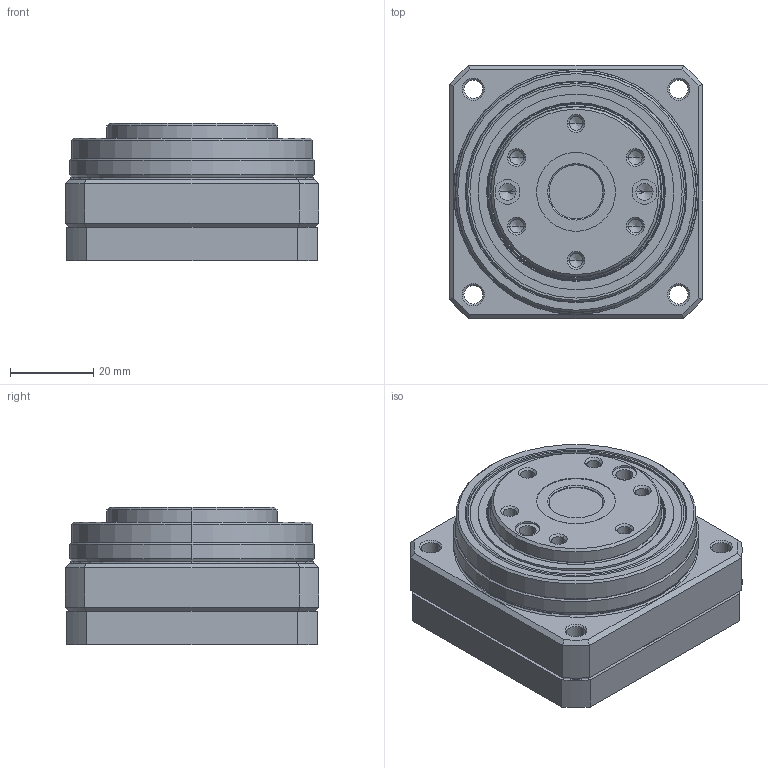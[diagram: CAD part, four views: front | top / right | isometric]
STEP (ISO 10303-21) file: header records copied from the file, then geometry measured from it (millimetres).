
FILE_DESCRIPTION (( 'STEP AP214' ), '1' );
FILE_NAME ('outside_C2A9697_CSF-11-xx-2UP-SP-C.STEP', '2018-09-27T05:05:50', ( 'Windows ユーザー' ), ( '' ), 'SwSTEP 2.0', 'SolidWorks 2015', '' );
FILE_SCHEMA (( 'AUTOMOTIVE_DESIGN' ));
Length unit declared in the file: millimetre
Products named in the file (3): outside_C2A9697_CSF-11-xx-2UP-SP-C; outside_C2A9697_CSF-11-xx-2UP-SP-C_fixed; outside_CSF-11-xx-2UP_output
Assembly tree (2 placements, depth 2):
  outside_C2A9697_CSF-11-xx-2UP-SP-C
    outside_C2A9697_CSF-11-xx-2UP-SP-C_fixed
    outside_CSF-11-xx-2UP_output
Bounding box: 61 x 61 x 33 mm (x, y, z)
Volume: 86450.6 mm3; surface area: 32878.7 mm2
Topology: 2 solids, 2 shells, 643 faces, 1551 edges, 983 vertices
Faces by surface type: cylinder 209, plane 176, cone 157, bspline 81, torus 20
Entity records: 28366 total; most frequent: CARTESIAN_POINT 6489, DIRECTION 3120, ORIENTED_EDGE 3070, EDGE_CURVE 1535, AXIS2_PLACEMENT_3D 1348, VERTEX_POINT 983, CIRCLE 781, EDGE_LOOP 748
